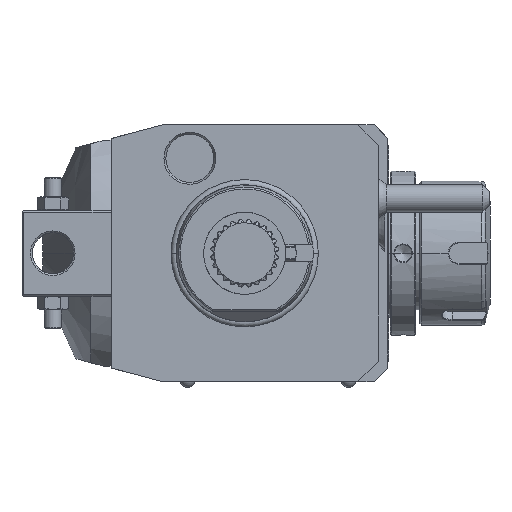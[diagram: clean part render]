
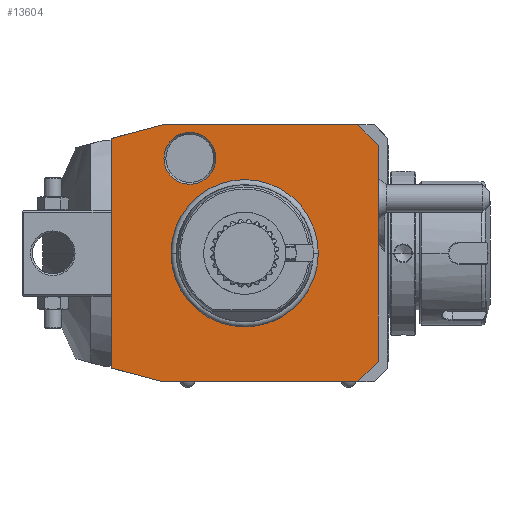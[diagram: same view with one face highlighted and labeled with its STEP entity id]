
A CAD part, front view. The second image highlights one B-rep face of the part: STEP entity #13604.
In plain terms, the highlighted planar face has unit normal (0, -1, 0).
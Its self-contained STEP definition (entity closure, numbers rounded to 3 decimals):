
#1=DIRECTION('',(0.966,0.,-0.259));
#2=VECTOR('',#1,15.529);
#3=CARTESIAN_POINT('',(-39.,0.,-33.481));
#4=LINE('',#3,#2);
#5=DIRECTION('',(0.,0.,-1.));
#6=VECTOR('',#5,66.962);
#7=CARTESIAN_POINT('',(-39.,0.,33.481));
#8=LINE('',#7,#6);
#9=DIRECTION('',(-0.966,0.,-0.259));
#10=VECTOR('',#9,15.529);
#11=CARTESIAN_POINT('',(-24.,0.,37.5));
#12=LINE('',#11,#10);
#13=DIRECTION('',(-1.,0.,0.));
#14=VECTOR('',#13,57.);
#15=CARTESIAN_POINT('',(33.,0.,37.5));
#16=LINE('',#15,#14);
#17=DIRECTION('',(-0.707,0.,0.707));
#18=VECTOR('',#17,8.485);
#19=CARTESIAN_POINT('',(39.,0.,31.5));
#20=LINE('',#19,#18);
#21=DIRECTION('',(0.,0.,1.));
#22=VECTOR('',#21,63.);
#23=CARTESIAN_POINT('',(39.,0.,-31.5));
#24=LINE('',#23,#22);
#25=DIRECTION('',(0.707,0.,0.707));
#26=VECTOR('',#25,8.485);
#27=CARTESIAN_POINT('',(33.,0.,-37.5));
#28=LINE('',#27,#26);
#29=DIRECTION('',(1.,0.,0.));
#30=VECTOR('',#29,57.);
#31=CARTESIAN_POINT('',(-24.,0.,-37.5));
#32=LINE('',#31,#30);
#33=CARTESIAN_POINT('',(-16.,0.,27.713));
#34=DIRECTION('',(0.,1.,0.));
#35=DIRECTION('',(-1.,0.,0.));
#36=AXIS2_PLACEMENT_3D('',#33,#34,#35);
#38=CARTESIAN_POINT('',(-16.,0.,27.713));
#39=DIRECTION('',(0.,1.,0.));
#40=DIRECTION('',(1.,0.,0.));
#41=AXIS2_PLACEMENT_3D('',#38,#39,#40);
#7401=CARTESIAN_POINT('',(0.,0.,0.));
#7402=DIRECTION('',(0.,1.,0.));
#7403=DIRECTION('',(-1.,0.,0.));
#7404=AXIS2_PLACEMENT_3D('',#7401,#7402,#7403);
#7406=CARTESIAN_POINT('',(0.,0.,0.));
#7407=DIRECTION('',(0.,1.,0.));
#7408=DIRECTION('',(1.,0.,0.));
#7409=AXIS2_PLACEMENT_3D('',#7406,#7407,#7408);
#12236=CARTESIAN_POINT('',(-23.577,0.,
27.713));
#12237=CARTESIAN_POINT('',(-8.423,0.,
27.713));
#12238=VERTEX_POINT('',#12236);
#12239=VERTEX_POINT('',#12237);
#13183=CARTESIAN_POINT('',(-39.,0.,-33.481));
#13184=CARTESIAN_POINT('',(-24.,0.,-37.5));
#13185=VERTEX_POINT('',#13183);
#13186=VERTEX_POINT('',#13184);
#13187=CARTESIAN_POINT('',(33.,0.,-37.5));
#13188=VERTEX_POINT('',#13187);
#13189=CARTESIAN_POINT('',(39.,0.,-31.5));
#13190=VERTEX_POINT('',#13189);
#13191=CARTESIAN_POINT('',(39.,0.,31.5));
#13192=VERTEX_POINT('',#13191);
#13193=CARTESIAN_POINT('',(33.,0.,37.5));
#13194=VERTEX_POINT('',#13193);
#13195=CARTESIAN_POINT('',(-24.,0.,37.5));
#13196=VERTEX_POINT('',#13195);
#13197=CARTESIAN_POINT('',(-39.,0.,33.481));
#13198=VERTEX_POINT('',#13197);
#13459=CARTESIAN_POINT('',(-21.137,0.,0.));
#13460=CARTESIAN_POINT('',(21.137,0.,0.));
#13461=VERTEX_POINT('',#13459);
#13462=VERTEX_POINT('',#13460);
#13569=CARTESIAN_POINT('',(0.,0.,0.));
#13570=DIRECTION('',(0.,-1.,0.));
#13571=DIRECTION('',(-1.,0.,0.));
#13572=AXIS2_PLACEMENT_3D('',#13569,#13570,#13571);
#13573=PLANE('',#13572);
#13575=ORIENTED_EDGE('',*,*,#13574,.F.);
#13577=ORIENTED_EDGE('',*,*,#13576,.F.);
#13579=ORIENTED_EDGE('',*,*,#13578,.F.);
#13581=ORIENTED_EDGE('',*,*,#13580,.F.);
#13583=ORIENTED_EDGE('',*,*,#13582,.F.);
#13585=ORIENTED_EDGE('',*,*,#13584,.F.);
#13587=ORIENTED_EDGE('',*,*,#13586,.F.);
#13589=ORIENTED_EDGE('',*,*,#13588,.F.);
#13590=EDGE_LOOP('',(#13575,#13577,#13579,#13581,#13583,#13585,#13587,#13589));
#13591=FACE_OUTER_BOUND('',#13590,.F.);
#13593=ORIENTED_EDGE('',*,*,#13592,.F.);
#13595=ORIENTED_EDGE('',*,*,#13594,.F.);
#13596=EDGE_LOOP('',(#13593,#13595));
#13597=FACE_BOUND('',#13596,.F.);
#13599=ORIENTED_EDGE('',*,*,#13598,.F.);
#13601=ORIENTED_EDGE('',*,*,#13600,.F.);
#13602=EDGE_LOOP('',(#13599,#13601));
#13603=FACE_BOUND('',#13602,.F.);
#37=CIRCLE('',#36,7.577);
#42=CIRCLE('',#41,7.577);
#7405=CIRCLE('',#7404,21.137);
#7410=CIRCLE('',#7409,21.137);
#13574=EDGE_CURVE('',#13185,#13186,#4,.T.);
#13576=EDGE_CURVE('',#13198,#13185,#8,.T.);
#13578=EDGE_CURVE('',#13196,#13198,#12,.T.);
#13580=EDGE_CURVE('',#13194,#13196,#16,.T.);
#13582=EDGE_CURVE('',#13192,#13194,#20,.T.);
#13584=EDGE_CURVE('',#13190,#13192,#24,.T.);
#13586=EDGE_CURVE('',#13188,#13190,#28,.T.);
#13588=EDGE_CURVE('',#13186,#13188,#32,.T.);
#13592=EDGE_CURVE('',#13461,#13462,#7405,.T.);
#13594=EDGE_CURVE('',#13462,#13461,#7410,.T.);
#13598=EDGE_CURVE('',#12238,#12239,#37,.T.);
#13600=EDGE_CURVE('',#12239,#12238,#42,.T.);
#13604=ADVANCED_FACE('',(#13591,#13597,#13603),#13573,.T.);
